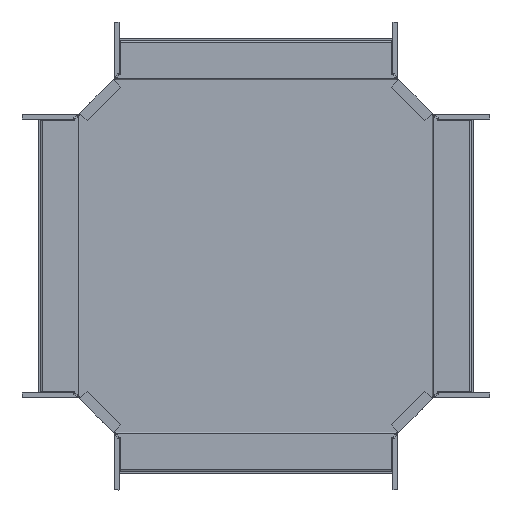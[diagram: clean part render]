
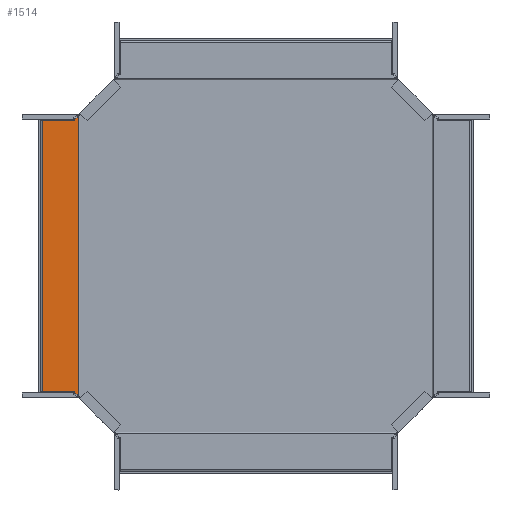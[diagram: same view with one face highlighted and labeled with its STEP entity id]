
A CAD part, front view. The second image highlights one B-rep face of the part: STEP entity #1514.
In plain terms, the highlighted planar face has unit normal (0, -1, 0).
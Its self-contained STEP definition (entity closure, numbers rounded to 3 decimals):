
#26 = ORIENTED_EDGE ( 'NONE', *, *, #2485, .T. ) ;
#83 = LINE ( 'NONE', #1978, #3610 ) ;
#148 = CARTESIAN_POINT ( 'NONE',  ( -247.384, -2.25, -195.546 ) ) ;
#169 = CARTESIAN_POINT ( 'NONE',  ( -247.897, -2.25, -195.238 ) ) ;
#194 = CARTESIAN_POINT ( 'NONE',  ( -298.912, -2.25, 189.75 ) ) ;
#500 = EDGE_CURVE ( 'NONE', #4841, #3948, #2935, .T. ) ;
#547 = CARTESIAN_POINT ( 'NONE',  ( -248.212, -2.25, 195.035 ) ) ;
#564 = DIRECTION ( 'NONE',  ( 0., 0., 1. ) ) ;
#602 = VERTEX_POINT ( 'NONE', #740 ) ;
#631 = CARTESIAN_POINT ( 'NONE',  ( -248.008, -2.25, -195.167 ) ) ;
#690 = EDGE_CURVE ( 'NONE', #5422, #1301, #3231, .T. ) ;
#697 = CARTESIAN_POINT ( 'NONE',  ( -253.497, -2.25, -189.75 ) ) ;
#725 = ORIENTED_EDGE ( 'NONE', *, *, #690, .F. ) ;
#740 = CARTESIAN_POINT ( 'NONE',  ( -253.497, -2.25, -189.75 ) ) ;
#811 = ORIENTED_EDGE ( 'NONE', *, *, #4562, .F. ) ;
#1301 = VERTEX_POINT ( 'NONE', #148 ) ;
#1344 = VECTOR ( 'NONE', #564, 1000. ) ;
#1404 = VERTEX_POINT ( 'NONE', #1699 ) ;
#1501 = DIRECTION ( 'NONE',  ( 0.707, 0., 0.707 ) ) ;
#1514 = ADVANCED_FACE ( 'NONE', ( #3723 ), #5654, .T. ) ;
#1627 = DIRECTION ( 'NONE',  ( 1., 0., 0. ) ) ;
#1699 = CARTESIAN_POINT ( 'NONE',  ( -248.212, -2.25, -195.035 ) ) ;
#1719 = CARTESIAN_POINT ( 'NONE',  ( -247.824, -2.25, -195.284 ) ) ;
#1860 = VECTOR ( 'NONE', #4344, 1000. ) ;
#1936 = VERTEX_POINT ( 'NONE', #3921 ) ;
#1978 = CARTESIAN_POINT ( 'NONE',  ( -253.497, -2.25, 189.75 ) ) ;
#2039 = VECTOR ( 'NONE', #5833, 1000. ) ;
#2066 = CARTESIAN_POINT ( 'NONE',  ( -247.847, -2.25, -195.27 ) ) ;
#2120 = B_SPLINE_CURVE_WITH_KNOTS ( 'NONE', 3,
 ( #547, #4779, #5307, #5714 ),
 .UNSPECIFIED., .F., .F.,
 ( 4, 4 ),
 ( 0., 1. ),
 .UNSPECIFIED. ) ;
#2470 = CARTESIAN_POINT ( 'NONE',  ( -248.212, -2.25, 195.035 ) ) ;
#2485 = EDGE_CURVE ( 'NONE', #4841, #602, #5310, .T. ) ;
#2519 = VECTOR ( 'NONE', #1627, 1000. ) ;
#2524 = CARTESIAN_POINT ( 'NONE',  ( -247.384, -2.25, 0. ) ) ;
#2717 = EDGE_LOOP ( 'NONE', ( #5825, #5955, #725, #3206, #4361, #811, #4105, #26 ) ) ;
#2829 = DIRECTION ( 'NONE',  ( 0., -1., 0. ) ) ;
#2841 = CARTESIAN_POINT ( 'NONE',  ( -247.808, -2.25, -195.294 ) ) ;
#2935 = LINE ( 'NONE', #4827, #1344 ) ;
#3026 = VERTEX_POINT ( 'NONE', #2470 ) ;
#3035 = VECTOR ( 'NONE', #4420, 1000. ) ;
#3206 = ORIENTED_EDGE ( 'NONE', *, *, #3454, .F. ) ;
#3231 = LINE ( 'NONE', #2524, #3035 ) ;
#3454 = EDGE_CURVE ( 'NONE', #3026, #5422, #2120, .T. ) ;
#3465 = CARTESIAN_POINT ( 'NONE',  ( -248.212, -2.25, -195.035 ) ) ;
#3563 = CARTESIAN_POINT ( 'NONE',  ( -253.497, -2.25, 189.75 ) ) ;
#3610 = VECTOR ( 'NONE', #1501, 1000. ) ;
#3619 = CARTESIAN_POINT ( 'NONE',  ( -247.807, -2.25, -195.295 ) ) ;
#3723 = FACE_OUTER_BOUND ( 'NONE', #2717, .T. ) ;
#3736 = CARTESIAN_POINT ( 'NONE',  ( -247.815, -2.25, -195.29 ) ) ;
#3921 = CARTESIAN_POINT ( 'NONE',  ( -253.497, -2.25, 189.75 ) ) ;
#3948 = VERTEX_POINT ( 'NONE', #194 ) ;
#4105 = ORIENTED_EDGE ( 'NONE', *, *, #500, .F. ) ;
#4290 = CARTESIAN_POINT ( 'NONE',  ( -247.384, -2.25, -195.546 ) ) ;
#4318 = CARTESIAN_POINT ( 'NONE',  ( -298.912, -2.25, -189.75 ) ) ;
#4344 = DIRECTION ( 'NONE',  ( 1., 0., 0. ) ) ;
#4361 = ORIENTED_EDGE ( 'NONE', *, *, #5150, .F. ) ;
#4364 = DIRECTION ( 'NONE',  ( -1., 0., 0. ) ) ;
#4420 = DIRECTION ( 'NONE',  ( 0., 0., -1. ) ) ;
#4460 = LINE ( 'NONE', #697, #2039 ) ;
#4464 = LINE ( 'NONE', #3563, #2519 ) ;
#4562 = EDGE_CURVE ( 'NONE', #3948, #1936, #4464, .T. ) ;
#4733 = CARTESIAN_POINT ( 'NONE',  ( -247.65, -2.25, -195.393 ) ) ;
#4779 = CARTESIAN_POINT ( 'NONE',  ( -247.939, -2.25, 195.213 ) ) ;
#4827 = CARTESIAN_POINT ( 'NONE',  ( -298.912, -2.25, -7.302 ) ) ;
#4841 = VERTEX_POINT ( 'NONE', #4318 ) ;
#5150 = EDGE_CURVE ( 'NONE', #1936, #3026, #83, .T. ) ;
#5188 = CARTESIAN_POINT ( 'NONE',  ( 0.076, -2.25, 0. ) ) ;
#5191 = CARTESIAN_POINT ( 'NONE',  ( -253.497, -2.25, -189.75 ) ) ;
#5232 = CARTESIAN_POINT ( 'NONE',  ( -247.511, -2.25, -195.476 ) ) ;
#5307 = CARTESIAN_POINT ( 'NONE',  ( -247.667, -2.25, 195.389 ) ) ;
#5310 = LINE ( 'NONE', #5191, #1860 ) ;
#5365 = CARTESIAN_POINT ( 'NONE',  ( -248.125, -2.25, -195.092 ) ) ;
#5422 = VERTEX_POINT ( 'NONE', #5768 ) ;
#5565 = EDGE_CURVE ( 'NONE', #602, #1404, #4460, .T. ) ;
#5654 = PLANE ( 'NONE',  #6024 ) ;
#5668 = B_SPLINE_CURVE_WITH_KNOTS ( 'NONE', 3,
 ( #3465, #5365, #631, #169, #2066, #1719, #3736, #2841, #3619, #4733, #5232, #4290 ),
 .UNSPECIFIED., .F., .F.,
 ( 4, 1, 1, 1, 1, 2, 2, 4 ),
 ( 0., 0.25, 0.375, 0.437, 0.469, 0.484, 0.5, 1. ),
 .UNSPECIFIED. ) ;
#5671 = EDGE_CURVE ( 'NONE', #1404, #1301, #5668, .T. ) ;
#5714 = CARTESIAN_POINT ( 'NONE',  ( -247.384, -2.25, 195.546 ) ) ;
#5768 = CARTESIAN_POINT ( 'NONE',  ( -247.384, -2.25, 195.546 ) ) ;
#5825 = ORIENTED_EDGE ( 'NONE', *, *, #5565, .T. ) ;
#5833 = DIRECTION ( 'NONE',  ( 0.707, 0., -0.707 ) ) ;
#5955 = ORIENTED_EDGE ( 'NONE', *, *, #5671, .T. ) ;
#6024 = AXIS2_PLACEMENT_3D ( 'NONE', #5188, #2829, #4364 ) ;
